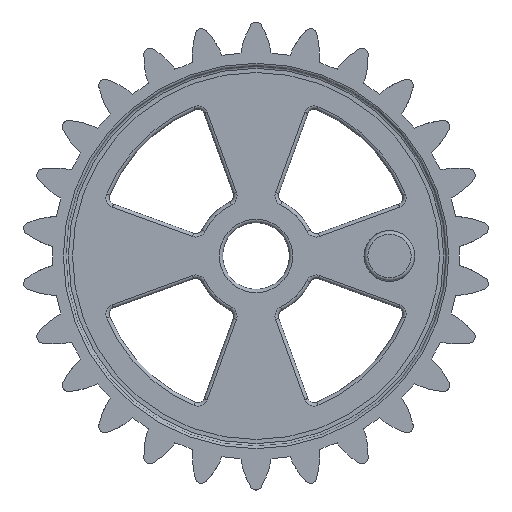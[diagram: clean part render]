
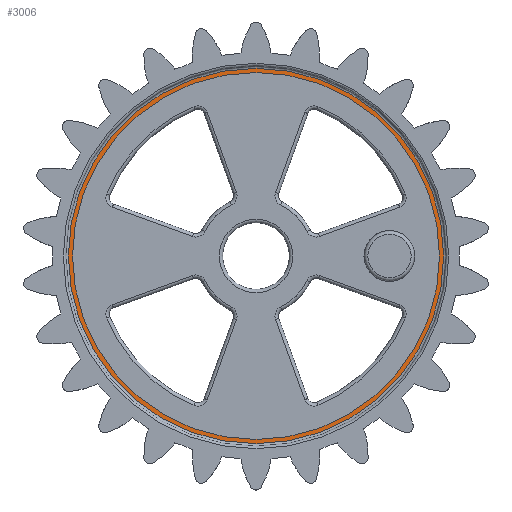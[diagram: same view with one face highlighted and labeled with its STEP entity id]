
A CAD part, front view. The second image highlights one B-rep face of the part: STEP entity #3006.
In plain terms, the highlighted planar face has unit normal (0, -1, 0).
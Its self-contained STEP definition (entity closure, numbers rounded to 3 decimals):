
#74 = CYLINDRICAL_SURFACE('',#75,27.94);
#75 = AXIS2_PLACEMENT_3D('',#76,#77,#78);
#76 = CARTESIAN_POINT('',(0.,0.025,0.));
#77 = DIRECTION('',(0.,1.,0.));
#78 = DIRECTION('',(1.,0.,0.));
#1122 = EDGE_CURVE('',#1123,#1123,#1125,.T.);
#1123 = VERTEX_POINT('',#1124);
#1124 = CARTESIAN_POINT('',(27.94,-3.81,0.));
#1125 = SURFACE_CURVE('',#1126,(#1131,#1138),.PCURVE_S1.);
#1126 = CIRCLE('',#1127,27.94);
#1127 = AXIS2_PLACEMENT_3D('',#1128,#1129,#1130);
#1128 = CARTESIAN_POINT('',(0.,-3.81,0.));
#1129 = DIRECTION('',(0.,1.,0.));
#1130 = DIRECTION('',(1.,0.,0.));
#1131 = PCURVE('',#74,#1132);
#1132 = DEFINITIONAL_REPRESENTATION('',(#1133),#1137);
#1133 = LINE('',#1134,#1135);
#1134 = CARTESIAN_POINT('',(-6.283,-3.835));
#1135 = VECTOR('',#1136,1.);
#1136 = DIRECTION('',(1.,-0.));
#1137 = ( GEOMETRIC_REPRESENTATION_CONTEXT(2) 
PARAMETRIC_REPRESENTATION_CONTEXT() REPRESENTATION_CONTEXT('2D SPACE',''
  ) );
#1138 = PCURVE('',#1139,#1144);
#1139 = PLANE('',#1140);
#1140 = AXIS2_PLACEMENT_3D('',#1141,#1142,#1143);
#1141 = CARTESIAN_POINT('',(0.,-3.81,0.)
  );
#1142 = DIRECTION('',(0.,-1.,0.));
#1143 = DIRECTION('',(1.,0.,0.));
#1144 = DEFINITIONAL_REPRESENTATION('',(#1145),#1153);
#1145 = ( BOUNDED_CURVE() B_SPLINE_CURVE(2,(#1146,#1147,#1148,#1149,
#1150,#1151,#1152),.UNSPECIFIED.,.F.,.F.) B_SPLINE_CURVE_WITH_KNOTS((1,2
    ,2,2,2,1),(-2.094,0.,2.094,4.189,
6.283,8.378),.UNSPECIFIED.) CURVE() 
GEOMETRIC_REPRESENTATION_ITEM() RATIONAL_B_SPLINE_CURVE((1.,0.5,1.,0.5,
1.,0.5,1.)) REPRESENTATION_ITEM('') );
#1146 = CARTESIAN_POINT('',(27.94,0.));
#1147 = CARTESIAN_POINT('',(27.94,-48.393));
#1148 = CARTESIAN_POINT('',(-13.97,-24.197));
#1149 = CARTESIAN_POINT('',(-55.88,0.));
#1150 = CARTESIAN_POINT('',(-13.97,24.197));
#1151 = CARTESIAN_POINT('',(27.94,48.393));
#1152 = CARTESIAN_POINT('',(27.94,0.));
#1153 = ( GEOMETRIC_REPRESENTATION_CONTEXT(2) 
PARAMETRIC_REPRESENTATION_CONTEXT() REPRESENTATION_CONTEXT('2D SPACE',''
  ) );
#3006 = ADVANCED_FACE('',(#3007,#3038),#1139,.T.);
#3007 = FACE_BOUND('',#3008,.T.);
#3008 = EDGE_LOOP('',(#3009));
#3009 = ORIENTED_EDGE('',*,*,#3010,.T.);
#3010 = EDGE_CURVE('',#3011,#3011,#3013,.T.);
#3011 = VERTEX_POINT('',#3012);
#3012 = CARTESIAN_POINT('',(28.575,-3.81,0.));
#3013 = SURFACE_CURVE('',#3014,(#3019,#3026),.PCURVE_S1.);
#3014 = CIRCLE('',#3015,28.575);
#3015 = AXIS2_PLACEMENT_3D('',#3016,#3017,#3018);
#3016 = CARTESIAN_POINT('',(0.,-3.81,0.));
#3017 = DIRECTION('',(0.,-1.,0.));
#3018 = DIRECTION('',(1.,0.,0.));
#3019 = PCURVE('',#1139,#3020);
#3020 = DEFINITIONAL_REPRESENTATION('',(#3021),#3025);
#3021 = CIRCLE('',#3022,28.575);
#3022 = AXIS2_PLACEMENT_2D('',#3023,#3024);
#3023 = CARTESIAN_POINT('',(0.,0.));
#3024 = DIRECTION('',(1.,0.));
#3025 = ( GEOMETRIC_REPRESENTATION_CONTEXT(2) 
PARAMETRIC_REPRESENTATION_CONTEXT() REPRESENTATION_CONTEXT('2D SPACE',''
  ) );
#3026 = PCURVE('',#3027,#3032);
#3027 = TOROIDAL_SURFACE('',#3028,28.575,0.381);
#3028 = AXIS2_PLACEMENT_3D('',#3029,#3030,#3031);
#3029 = CARTESIAN_POINT('',(0.,-4.191,0.));
#3030 = DIRECTION('',(0.,1.,0.));
#3031 = DIRECTION('',(1.,0.,0.));
#3032 = DEFINITIONAL_REPRESENTATION('',(#3033),#3037);
#3033 = LINE('',#3034,#3035);
#3034 = CARTESIAN_POINT('',(6.283,1.571));
#3035 = VECTOR('',#3036,1.);
#3036 = DIRECTION('',(-1.,0.));
#3037 = ( GEOMETRIC_REPRESENTATION_CONTEXT(2) 
PARAMETRIC_REPRESENTATION_CONTEXT() REPRESENTATION_CONTEXT('2D SPACE',''
  ) );
#3038 = FACE_BOUND('',#3039,.T.);
#3039 = EDGE_LOOP('',(#3040));
#3040 = ORIENTED_EDGE('',*,*,#1122,.T.);
